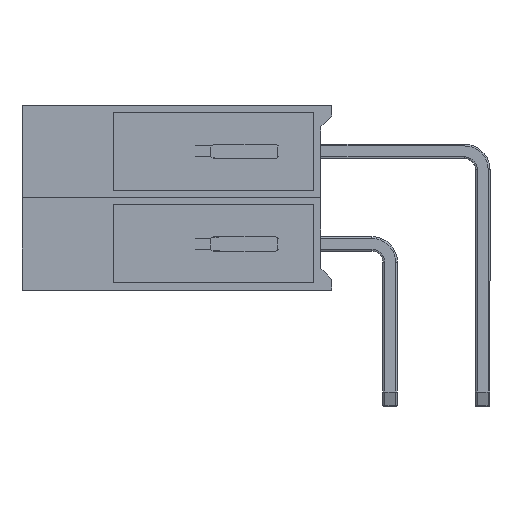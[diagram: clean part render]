
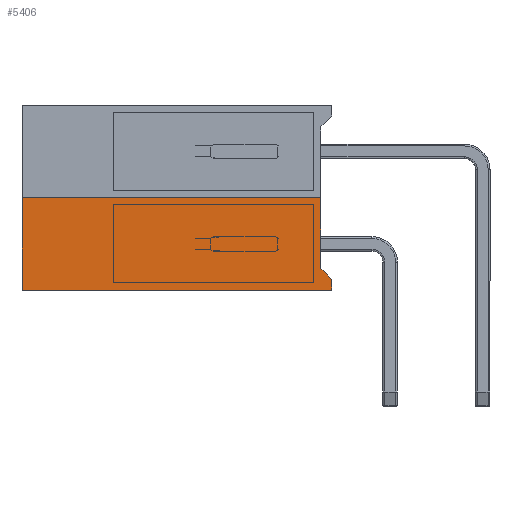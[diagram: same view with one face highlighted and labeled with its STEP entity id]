
A CAD part, left-side view. The second image highlights one B-rep face of the part: STEP entity #5406.
In plain terms, the highlighted planar face has unit normal (-1, 0, 0).
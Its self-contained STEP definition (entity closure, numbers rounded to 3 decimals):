
#371=PLANE('',#5985);
#622=FACE_OUTER_BOUND('',#949,.T.);
#949=EDGE_LOOP('',(#4127,#4128,#4129,#4130,#4131,#4132));
#1311=LINE('',#9045,#1695);
#1315=LINE('',#9052,#1699);
#1326=LINE('',#9076,#1710);
#1329=LINE('',#9082,#1713);
#1330=LINE('',#9084,#1714);
#1331=LINE('',#9085,#1715);
#1695=VECTOR('',#7254,10.);
#1699=VECTOR('',#7260,10.);
#1710=VECTOR('',#7283,10.);
#1713=VECTOR('',#7288,10.);
#1714=VECTOR('',#7289,10.);
#1715=VECTOR('',#7290,10.);
#2399=VERTEX_POINT('',#9042);
#2400=VERTEX_POINT('',#9044);
#2402=VERTEX_POINT('',#9050);
#2409=VERTEX_POINT('',#9075);
#2411=VERTEX_POINT('',#9081);
#2412=VERTEX_POINT('',#9083);
#2983=EDGE_CURVE('',#2399,#2400,#1311,.T.);
#2987=EDGE_CURVE('',#2399,#2402,#1315,.T.);
#3000=EDGE_CURVE('',#2409,#2400,#1326,.T.);
#3003=EDGE_CURVE('',#2402,#2411,#1329,.T.);
#3004=EDGE_CURVE('',#2412,#2411,#1330,.T.);
#3005=EDGE_CURVE('',#2409,#2412,#1331,.T.);
#4127=ORIENTED_EDGE('',*,*,#2987,.T.);
#4128=ORIENTED_EDGE('',*,*,#3003,.T.);
#4129=ORIENTED_EDGE('',*,*,#3004,.F.);
#4130=ORIENTED_EDGE('',*,*,#3005,.F.);
#4131=ORIENTED_EDGE('',*,*,#3000,.T.);
#4132=ORIENTED_EDGE('',*,*,#2983,.F.);
#5406=ADVANCED_FACE('',(#622),#371,.T.);
#5985=AXIS2_PLACEMENT_3D('',#9080,#7286,#7287);
#7254=DIRECTION('',(0.,-0.707,-0.707));
#7260=DIRECTION('',(0.,0.,1.));
#7283=DIRECTION('',(0.,0.,1.));
#7286=DIRECTION('center_axis',(-1.,0.,0.));
#7287=DIRECTION('ref_axis',(0.,0.,
1.));
#7288=DIRECTION('',(0.,1.,0.));
#7289=DIRECTION('',(0.,0.,1.));
#7290=DIRECTION('',(0.,1.,0.));
#9042=CARTESIAN_POINT('',(-1.27,1.9,0.6));
#9044=CARTESIAN_POINT('',(-1.27,1.6,0.3));
#9045=CARTESIAN_POINT('',(-1.27,1.6,0.3));
#9050=CARTESIAN_POINT('',(-1.27,1.9,2.54));
#9052=CARTESIAN_POINT('',(-1.27,1.9,0.635));
#9075=CARTESIAN_POINT('',(-1.27,1.6,0.));
#9076=CARTESIAN_POINT('',(-1.27,1.6,0.));
#9080=CARTESIAN_POINT('Origin',(-1.27,1.6,0.));
#9081=CARTESIAN_POINT('',(-1.27,10.1,2.54));
#9082=CARTESIAN_POINT('',(-1.27,1.6,2.54));
#9083=CARTESIAN_POINT('',(-1.27,10.1,0.));
#9084=CARTESIAN_POINT('',(-1.27,10.1,0.));
#9085=CARTESIAN_POINT('',(-1.27,1.6,0.));
